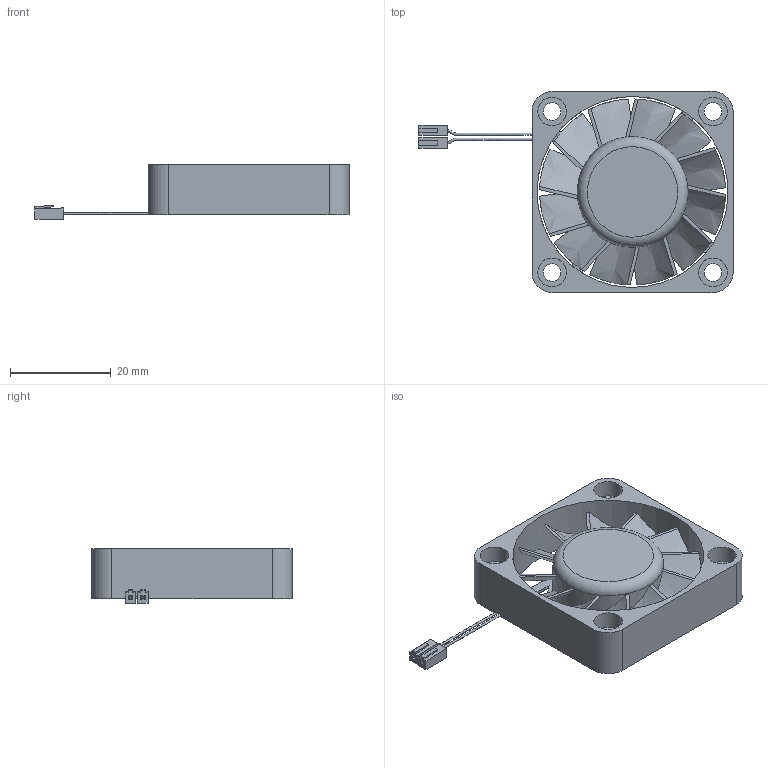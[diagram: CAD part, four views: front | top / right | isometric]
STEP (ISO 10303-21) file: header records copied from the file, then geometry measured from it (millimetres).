
FILE_DESCRIPTION(/* description */ (''),/* implementation_level */ '2;1');
FILE_NAME(/* name */ 'fan_40x40x10.stp',/* time_stamp */ '2017-09-11T07:57:23+02:00',/* author */ (''),/* organization */ (''),/* preprocessor_version */ 'ST-DEVELOPER v16',/* originating_system */ 'SIEMENS PLM Software NX 11.0',/* authorisation */ '');
FILE_SCHEMA (('AUTOMOTIVE_DESIGN { 1 0 10303 214 3 1 1 1 }'));
Length unit declared in the file: millimetre
Products named in the file (4): cable_cap; fan_40x40x10_blades; connector_Cl22_MODEL; fan_40x40x10_case
Assembly tree (4 placements, depth 3):
  fan_40x40x10_case
    fan_40x40x10_blades
    connector_Cl22_MODEL
      cable_cap  x2
Bounding box: 62.5 x 40 x 10.93 mm (x, y, z)
Volume: 8261.6 mm3; surface area: 8147.9 mm2
Topology: 6 solids, 6 shells, 164 faces, 416 edges, 276 vertices
Faces by surface type: plane 75, bspline 50, cylinder 34, cone 2, extrusion 2, torus 1
Full cylindrical faces by diameter (mm): 0.5 x2, 3.5 x4, 5.7 x4, 19.8 x1, 20 x1, 22 x1, 38 x1
Entity records: 6467 total; most frequent: CARTESIAN_POINT 3314, ORIENTED_EDGE 686, DIRECTION 457, EDGE_CURVE 343, VERTEX_POINT 238, EDGE_LOOP 197, AXIS2_PLACEMENT_3D 175, B_SPLINE_CURVE_WITH_KNOTS 162
